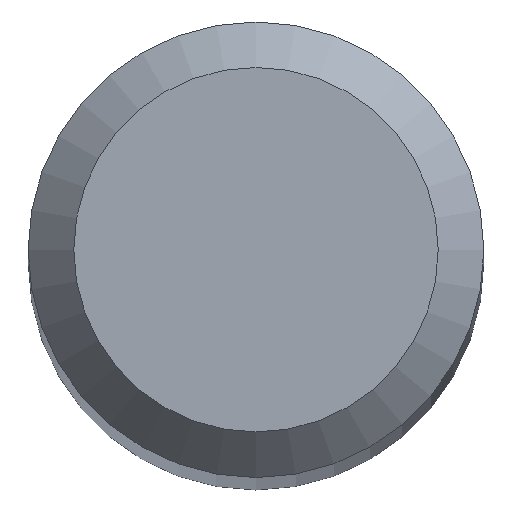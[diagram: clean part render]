
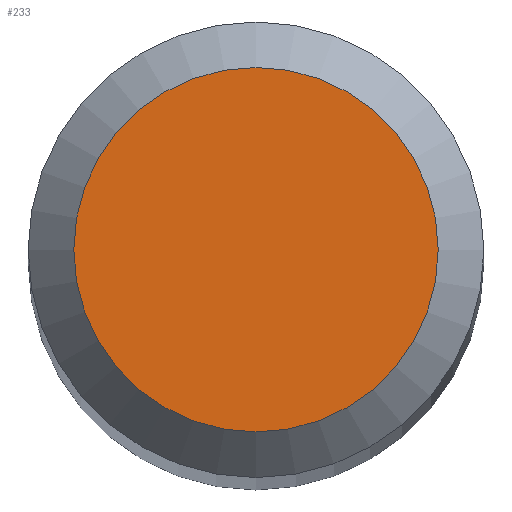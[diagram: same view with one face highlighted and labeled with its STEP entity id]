
A CAD part, top view. The second image highlights one B-rep face of the part: STEP entity #233.
In plain terms, the highlighted planar face has unit normal (0, 0, 1).
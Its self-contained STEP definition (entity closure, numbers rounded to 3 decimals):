
#14 = VERTEX_POINT ( 'NONE', #44 ) ;
#19 = CARTESIAN_POINT ( 'NONE',  ( 0., 0., 30. ) ) ;
#29 = CARTESIAN_POINT ( 'NONE',  ( 0., 0., 30. ) ) ;
#44 = CARTESIAN_POINT ( 'NONE',  ( 0., 0.6, 30. ) ) ;
#59 = DIRECTION ( 'NONE',  ( 0., 1., 0. ) ) ;
#73 = DIRECTION ( 'NONE',  ( 0., 1., 0. ) ) ;
#123 = DIRECTION ( 'NONE',  ( 0., 0., -1. ) ) ;
#133 = AXIS2_PLACEMENT_3D ( 'NONE', #19, #123, #59 ) ;
#151 = FACE_OUTER_BOUND ( 'NONE', #218, .T. ) ;
#166 = EDGE_CURVE ( 'NONE', #14, #14, #187, .T. ) ;
#187 = CIRCLE ( 'NONE', #195, 0.6 ) ;
#195 = AXIS2_PLACEMENT_3D ( 'NONE', #29, #249, #73 ) ;
#196 = ORIENTED_EDGE ( 'NONE', *, *, #166, .F. ) ;
#218 = EDGE_LOOP ( 'NONE', ( #196 ) ) ;
#233 = ADVANCED_FACE ( 'NONE', ( #151 ), #261, .F. ) ;
#249 = DIRECTION ( 'NONE',  ( 0., 0., -1. ) ) ;
#261 = PLANE ( 'NONE',  #133 ) ;
